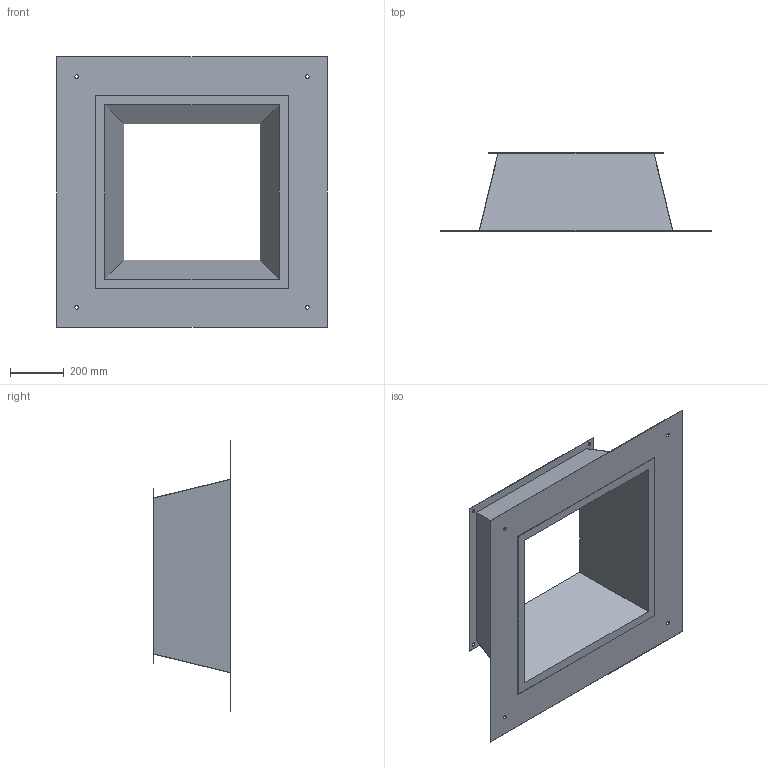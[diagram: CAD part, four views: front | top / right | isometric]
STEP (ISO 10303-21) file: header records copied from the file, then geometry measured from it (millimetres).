
FILE_DESCRIPTION (( 'STEP AP214' ), '1' );
FILE_NAME ('SO 35.step', '2009-11-24T14:26:53', ( 'Wolfgang Schmidt' ), ( 'WS-KO' ), 'SwSTEP 2.0', 'SolidWorks 2009', '' );
FILE_SCHEMA (( 'AUTOMOTIVE_DESIGN' ));
Length unit declared in the file: millimetre
Products named in the file (1): SO 35
Bounding box: 1010 x 290 x 1010 mm (x, y, z)
Volume: 26327329.9 mm3; surface area: 4363595 mm2
Topology: 2 solids, 2 shells, 46 faces, 120 edges, 80 vertices
Faces by surface type: plane 30, cylinder 16
Entity records: 1499 total; most frequent: CARTESIAN_POINT 247, DIRECTION 246, ORIENTED_EDGE 240, EDGE_CURVE 120, LINE 88, VECTOR 88, VERTEX_POINT 80, AXIS2_PLACEMENT_3D 79
